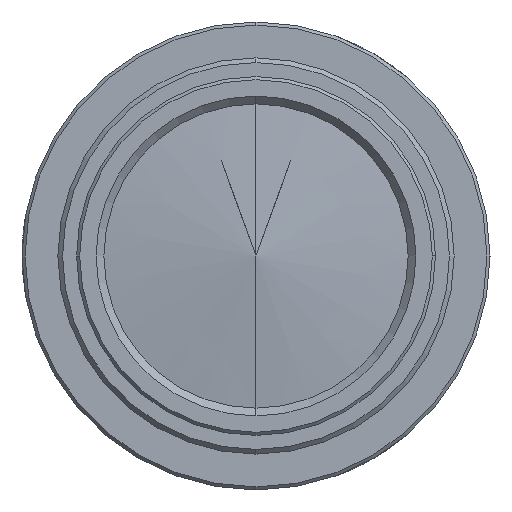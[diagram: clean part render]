
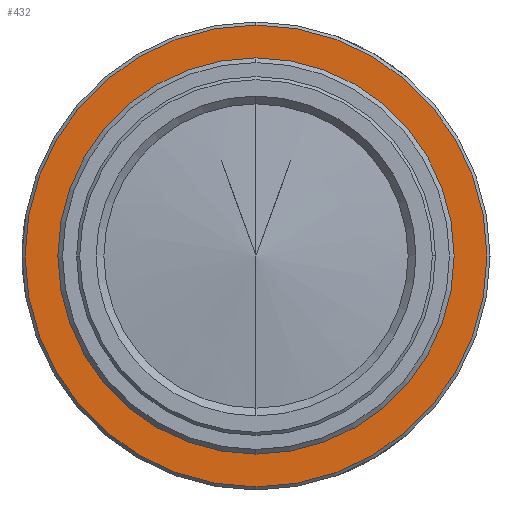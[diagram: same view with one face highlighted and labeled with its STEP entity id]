
A CAD part, left-side view. The second image highlights one B-rep face of the part: STEP entity #432.
In plain terms, the highlighted planar face has unit normal (-1, 0, 0).
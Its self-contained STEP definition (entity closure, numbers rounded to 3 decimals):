
#10 = VERTEX_POINT ( 'NONE', #28 ) ;
#28 = CARTESIAN_POINT ( 'NONE',  ( -92.54, 0., -14.8 ) ) ;
#66 = DIRECTION ( 'NONE',  ( 1., 0., 0. ) ) ;
#81 = CARTESIAN_POINT ( 'NONE',  ( -92.54, 15.298, -14.65 ) ) ;
#89 = CARTESIAN_POINT ( 'NONE',  ( -92.54, 0., 0. ) ) ;
#130 = AXIS2_PLACEMENT_3D ( 'NONE', #306, #1042, #417 ) ;
#170 = ORIENTED_EDGE ( 'NONE', *, *, #954, .F. ) ;
#190 = DIRECTION ( 'NONE',  ( -1., 0., 0. ) ) ;
#248 = CIRCLE ( 'NONE', #130, 12.3 ) ;
#294 = CARTESIAN_POINT ( 'NONE',  ( -92.54, 0., 12.3 ) ) ;
#301 = VERTEX_POINT ( 'NONE', #696 ) ;
#306 = CARTESIAN_POINT ( 'NONE',  ( -92.54, 0., 0. ) ) ;
#335 = CARTESIAN_POINT ( 'NONE',  ( -92.54, 0., 0. ) ) ;
#337 = AXIS2_PLACEMENT_3D ( 'NONE', #89, #190, #391 ) ;
#347 = AXIS2_PLACEMENT_3D ( 'NONE', #335, #961, #957 ) ;
#362 = CIRCLE ( 'NONE', #337, 14.8 ) ;
#368 = VERTEX_POINT ( 'NONE', #1337 ) ;
#391 = DIRECTION ( 'NONE',  ( 0., 0., -1. ) ) ;
#417 = DIRECTION ( 'NONE',  ( 0., 0., 1. ) ) ;
#432 = ADVANCED_FACE ( 'NONE', ( #1009, #735 ), #1324, .F. ) ;
#499 = DIRECTION ( 'NONE',  ( 0., -0.022, 1. ) ) ;
#553 = ORIENTED_EDGE ( 'NONE', *, *, #800, .T. ) ;
#563 = EDGE_LOOP ( 'NONE', ( #170, #923 ) ) ;
#580 = AXIS2_PLACEMENT_3D ( 'NONE', #1126, #1339, #1342 ) ;
#696 = CARTESIAN_POINT ( 'NONE',  ( -92.54, 0., -12.3 ) ) ;
#735 = FACE_OUTER_BOUND ( 'NONE', #1219, .T. ) ;
#774 = CIRCLE ( 'NONE', #580, 12.3 ) ;
#800 = EDGE_CURVE ( 'NONE', #368, #10, #362, .T. ) ;
#831 = VERTEX_POINT ( 'NONE', #294 ) ;
#857 = EDGE_CURVE ( 'NONE', #301, #831, #774, .T. ) ;
#923 = ORIENTED_EDGE ( 'NONE', *, *, #857, .F. ) ;
#954 = EDGE_CURVE ( 'NONE', #831, #301, #248, .T. ) ;
#957 = DIRECTION ( 'NONE',  ( 0., 0., -1. ) ) ;
#961 = DIRECTION ( 'NONE',  ( -1., 0., 0. ) ) ;
#982 = ORIENTED_EDGE ( 'NONE', *, *, #1078, .T. ) ;
#1009 = FACE_BOUND ( 'NONE', #563, .T. ) ;
#1042 = DIRECTION ( 'NONE',  ( -1., 0., 0. ) ) ;
#1078 = EDGE_CURVE ( 'NONE', #10, #368, #1241, .T. ) ;
#1126 = CARTESIAN_POINT ( 'NONE',  ( -92.54, 0., 0. ) ) ;
#1193 = AXIS2_PLACEMENT_3D ( 'NONE', #81, #66, #499 ) ;
#1219 = EDGE_LOOP ( 'NONE', ( #982, #553 ) ) ;
#1241 = CIRCLE ( 'NONE', #347, 14.8 ) ;
#1324 = PLANE ( 'NONE',  #1193 ) ;
#1337 = CARTESIAN_POINT ( 'NONE',  ( -92.54, 0., 14.8 ) ) ;
#1339 = DIRECTION ( 'NONE',  ( -1., 0., 0. ) ) ;
#1342 = DIRECTION ( 'NONE',  ( 0., 0., 1. ) ) ;
